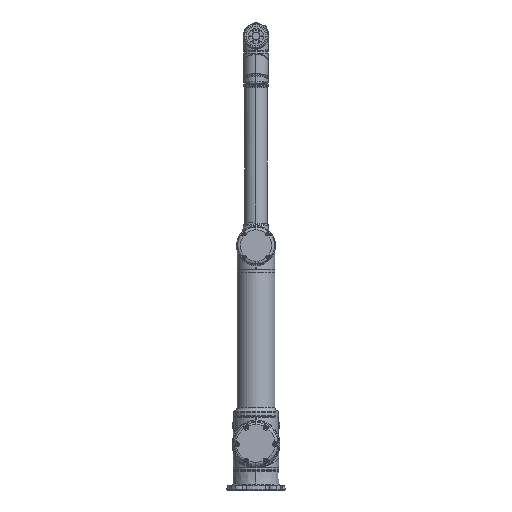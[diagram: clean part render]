
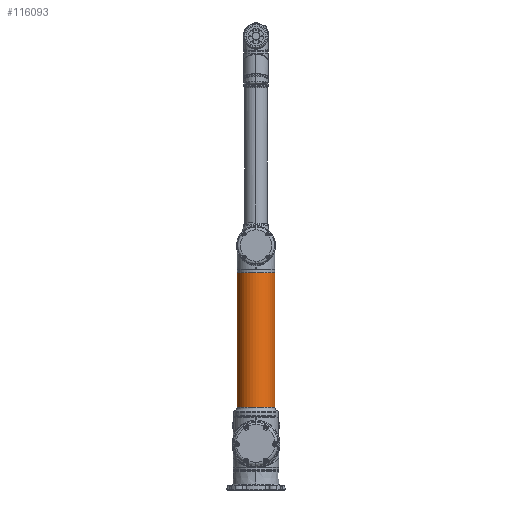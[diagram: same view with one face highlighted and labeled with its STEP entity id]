
A CAD part, front view. The second image highlights one B-rep face of the part: STEP entity #116093.
In plain terms, the highlighted cylindrical face has radius 76 mm (diameter 152 mm), a partial arc.
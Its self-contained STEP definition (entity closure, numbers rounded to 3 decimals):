
#6626 = CARTESIAN_POINT ( 'NONE',  ( 0., 693.2, 76. ) ) ;
#7475 = CARTESIAN_POINT ( 'NONE',  ( 0., 149., 0. ) ) ;
#9113 = ORIENTED_EDGE ( 'NONE', *, *, #125660, .T. ) ;
#9997 = ORIENTED_EDGE ( 'NONE', *, *, #141375, .T. ) ;
#10515 = AXIS2_PLACEMENT_3D ( 'NONE', #7475, #137826, #202974 ) ;
#11880 = VECTOR ( 'NONE', #151895, 1000. ) ;
#19719 = CARTESIAN_POINT ( 'NONE',  ( 0., 99., 0. ) ) ;
#21327 = DIRECTION ( 'NONE',  ( 0., 1., 0. ) ) ;
#30027 = DIRECTION ( 'NONE',  ( 0., 0., -1. ) ) ;
#43687 = AXIS2_PLACEMENT_3D ( 'NONE', #19719, #187419, #202375 ) ;
#45611 = CIRCLE ( 'NONE', #96854, 76. ) ;
#45913 = ORIENTED_EDGE ( 'NONE', *, *, #183569, .F. ) ;
#58333 = CIRCLE ( 'NONE', #10515, 76. ) ;
#61080 = DIRECTION ( 'NONE',  ( 0., -1., 0. ) ) ;
#62125 = CARTESIAN_POINT ( 'NONE',  ( 0., 693.2, 0. ) ) ;
#70744 = LINE ( 'NONE', #202122, #11880 ) ;
#72072 = CYLINDRICAL_SURFACE ( 'NONE', #43687, 76. ) ;
#83404 = VERTEX_POINT ( 'NONE', #86196 ) ;
#84061 = ORIENTED_EDGE ( 'NONE', *, *, #119246, .F. ) ;
#86196 = CARTESIAN_POINT ( 'NONE',  ( 0., 693.2, -76. ) ) ;
#86528 = LINE ( 'NONE', #149541, #94628 ) ;
#89762 = EDGE_LOOP ( 'NONE', ( #45913, #84061, #9997, #9113 ) ) ;
#91792 = VERTEX_POINT ( 'NONE', #112755 ) ;
#94628 = VECTOR ( 'NONE', #21327, 1000. ) ;
#96854 = AXIS2_PLACEMENT_3D ( 'NONE', #62125, #61080, #30027 ) ;
#112755 = CARTESIAN_POINT ( 'NONE',  ( 0., 149., -76. ) ) ;
#116093 = ADVANCED_FACE ( 'NONE', ( #154265 ), #72072, .T. ) ;
#119246 = EDGE_CURVE ( 'NONE', #91792, #190339, #58333, .T. ) ;
#125660 = EDGE_CURVE ( 'NONE', #83404, #195489, #45611, .T. ) ;
#137826 = DIRECTION ( 'NONE',  ( 0., -1., 0. ) ) ;
#141375 = EDGE_CURVE ( 'NONE', #91792, #83404, #86528, .T. ) ;
#149541 = CARTESIAN_POINT ( 'NONE',  ( 0., 99., -76. ) ) ;
#151895 = DIRECTION ( 'NONE',  ( 0., 1., 0. ) ) ;
#154265 = FACE_OUTER_BOUND ( 'NONE', #89762, .T. ) ;
#183569 = EDGE_CURVE ( 'NONE', #190339, #195489, #70744, .T. ) ;
#187419 = DIRECTION ( 'NONE',  ( 0., 1., 0. ) ) ;
#190176 = CARTESIAN_POINT ( 'NONE',  ( 0., 149., 76. ) ) ;
#190339 = VERTEX_POINT ( 'NONE', #190176 ) ;
#195489 = VERTEX_POINT ( 'NONE', #6626 ) ;
#202122 = CARTESIAN_POINT ( 'NONE',  ( 0., 99., 76. ) ) ;
#202375 = DIRECTION ( 'NONE',  ( 0., 0., -1. ) ) ;
#202974 = DIRECTION ( 'NONE',  ( 0., 0., -1. ) ) ;
